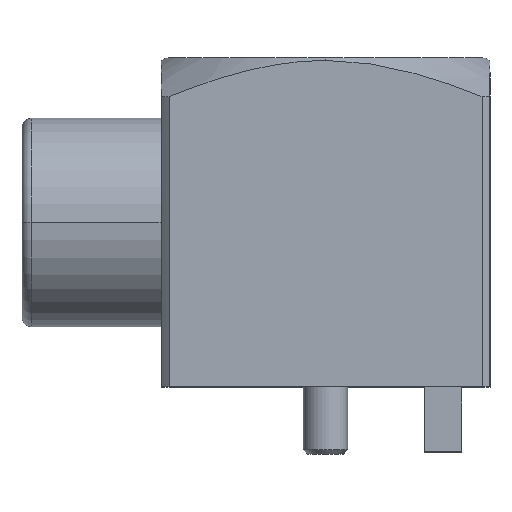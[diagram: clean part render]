
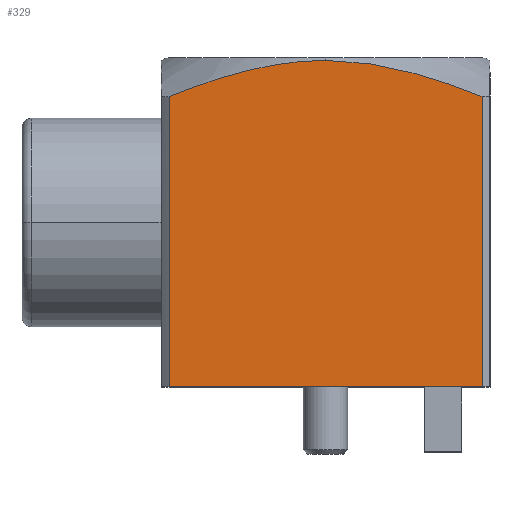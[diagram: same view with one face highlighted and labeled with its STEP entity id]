
A CAD part, top view. The second image highlights one B-rep face of the part: STEP entity #329.
In plain terms, the highlighted planar face has unit normal (0, 0, 1).
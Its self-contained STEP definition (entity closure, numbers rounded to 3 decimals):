
#32 = VECTOR ( 'NONE', #1694, 1000. ) ;
#238 = CARTESIAN_POINT ( 'NONE',  ( 7.993, 3.334, 3.55 ) ) ;
#329 = ADVANCED_FACE ( 'NONE', ( #2094 ), #2606, .T. ) ;
#357 = EDGE_CURVE ( 'NONE', #515, #1010, #1793, .T. ) ;
#515 = VERTEX_POINT ( 'NONE', #2576 ) ;
#563 = B_SPLINE_CURVE_WITH_KNOTS ( 'NONE', 3,
 ( #2444, #971, #1949, #238, #1718, #3172, #1467, #2927 ),
 .UNSPECIFIED., .F., .F.,
 ( 4, 2, 2, 4 ),
 ( 0.004, 0.006, 0.007, 0.007 ),
 .UNSPECIFIED. ) ;
#604 = CARTESIAN_POINT ( 'NONE',  ( 6.55, 3.492, 3.55 ) ) ;
#641 = CARTESIAN_POINT ( 'NONE',  ( 4.268, 3.123, 3.55 ) ) ;
#656 = DIRECTION ( 'NONE',  ( -1., 0., 0. ) ) ;
#684 = CARTESIAN_POINT ( 'NONE',  ( 3.173, 2.713, 3.55 ) ) ;
#813 = EDGE_CURVE ( 'NONE', #2199, #515, #563, .T. ) ;
#880 = CARTESIAN_POINT ( 'NONE',  ( 9.927, 4.258, 3.55 ) ) ;
#900 = EDGE_LOOP ( 'NONE', ( #3070, #2330, #2434, #3031, #2036 ) ) ;
#906 = CARTESIAN_POINT ( 'NONE',  ( 3., -4.95, 3.55 ) ) ;
#958 = CARTESIAN_POINT ( 'NONE',  ( 9.927, 2.713, 3.55 ) ) ;
#971 = CARTESIAN_POINT ( 'NONE',  ( 9.388, 2.928, 3.55 ) ) ;
#1010 = VERTEX_POINT ( 'NONE', #684 ) ;
#1136 = CARTESIAN_POINT ( 'NONE',  ( 5.964, 3.492, 3.55 ) ) ;
#1155 = EDGE_CURVE ( 'NONE', #2833, #2199, #2425, .T. ) ;
#1268 = CARTESIAN_POINT ( 'NONE',  ( 3., -3.55, 3.55 ) ) ;
#1383 = DIRECTION ( 'NONE',  ( 0., 1., 0. ) ) ;
#1467 = CARTESIAN_POINT ( 'NONE',  ( 6.841, 3.492, 3.55 ) ) ;
#1571 = VERTEX_POINT ( 'NONE', #2804 ) ;
#1631 = CARTESIAN_POINT ( 'NONE',  ( 5.393, 3.406, 3.55 ) ) ;
#1694 = DIRECTION ( 'NONE',  ( 0., -1., 0. ) ) ;
#1718 = CARTESIAN_POINT ( 'NONE',  ( 7.709, 3.392, 3.55 ) ) ;
#1793 = B_SPLINE_CURVE_WITH_KNOTS ( 'NONE', 3,
 ( #604, #1136, #1631, #641, #2840, #2151 ),
 .UNSPECIFIED., .F., .F.,
 ( 4, 2, 4 ),
 ( 0.007, 0.009, 0.011 ),
 .UNSPECIFIED. ) ;
#1922 = CARTESIAN_POINT ( 'NONE',  ( 3.173, 4.258, 3.55 ) ) ;
#1949 = CARTESIAN_POINT ( 'NONE',  ( 8.835, 3.122, 3.55 ) ) ;
#2026 = AXIS2_PLACEMENT_3D ( 'NONE', #906, #2381, #656 ) ;
#2036 = ORIENTED_EDGE ( 'NONE', *, *, #357, .T. ) ;
#2094 = FACE_OUTER_BOUND ( 'NONE', #900, .T. ) ;
#2131 = EDGE_CURVE ( 'NONE', #1010, #1571, #2630, .T. ) ;
#2151 = CARTESIAN_POINT ( 'NONE',  ( 3.173, 2.713, 3.55 ) ) ;
#2199 = VERTEX_POINT ( 'NONE', #958 ) ;
#2330 = ORIENTED_EDGE ( 'NONE', *, *, #3062, .T. ) ;
#2381 = DIRECTION ( 'NONE',  ( 0., 0., 1. ) ) ;
#2417 = VECTOR ( 'NONE', #2728, 1000. ) ;
#2425 = LINE ( 'NONE', #880, #3094 ) ;
#2434 = ORIENTED_EDGE ( 'NONE', *, *, #1155, .T. ) ;
#2444 = CARTESIAN_POINT ( 'NONE',  ( 9.927, 2.713, 3.55 ) ) ;
#2489 = LINE ( 'NONE', #1268, #2417 ) ;
#2491 = CARTESIAN_POINT ( 'NONE',  ( 9.927, -3.55, 3.55 ) ) ;
#2576 = CARTESIAN_POINT ( 'NONE',  ( 6.55, 3.492, 3.55 ) ) ;
#2606 = PLANE ( 'NONE',  #2026 ) ;
#2630 = LINE ( 'NONE', #1922, #32 ) ;
#2728 = DIRECTION ( 'NONE',  ( 1., 0., 0. ) ) ;
#2804 = CARTESIAN_POINT ( 'NONE',  ( 3.173, -3.55, 3.55 ) ) ;
#2833 = VERTEX_POINT ( 'NONE', #2491 ) ;
#2840 = CARTESIAN_POINT ( 'NONE',  ( 3.713, 2.928, 3.55 ) ) ;
#2927 = CARTESIAN_POINT ( 'NONE',  ( 6.55, 3.492, 3.55 ) ) ;
#3031 = ORIENTED_EDGE ( 'NONE', *, *, #813, .T. ) ;
#3062 = EDGE_CURVE ( 'NONE', #1571, #2833, #2489, .T. ) ;
#3070 = ORIENTED_EDGE ( 'NONE', *, *, #2131, .T. ) ;
#3094 = VECTOR ( 'NONE', #1383, 1000. ) ;
#3172 = CARTESIAN_POINT ( 'NONE',  ( 7.134, 3.471, 3.55 ) ) ;
